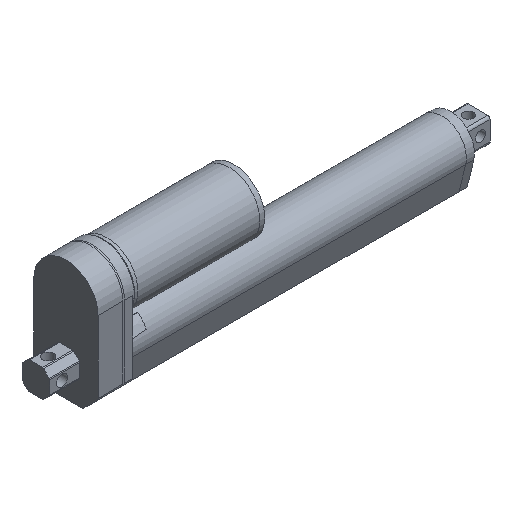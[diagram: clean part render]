
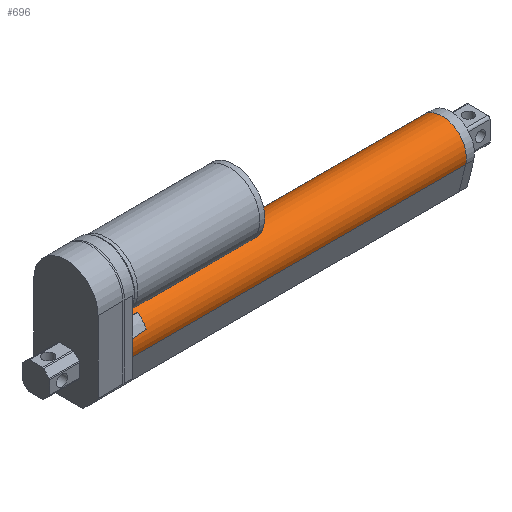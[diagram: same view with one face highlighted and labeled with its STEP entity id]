
A CAD part, isometric view. The second image highlights one B-rep face of the part: STEP entity #696.
In plain terms, the highlighted cylindrical face has radius 15 mm (diameter 30 mm), a partial arc.
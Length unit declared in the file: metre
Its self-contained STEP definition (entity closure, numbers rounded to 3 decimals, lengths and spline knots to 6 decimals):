
#696 = ADVANCED_FACE( '', ( #1345 ), #1346, .T. );
#1345 = FACE_OUTER_BOUND( '', #2018, .T. );
#1346 = CYLINDRICAL_SURFACE( '', #2019, 0.015 );
#2018 = EDGE_LOOP( '', ( #3421, #3422, #3423, #3424 ) );
#2019 = AXIS2_PLACEMENT_3D( '', #3425, #3426, #3427 );
#3421 = ORIENTED_EDGE( '', *, *, #4510, .T. );
#3422 = ORIENTED_EDGE( '', *, *, #4592, .F. );
#3423 = ORIENTED_EDGE( '', *, *, #4544, .F. );
#3424 = ORIENTED_EDGE( '', *, *, #4237, .T. );
#3425 = CARTESIAN_POINT( '', ( 0.208, 0., 0. ) );
#3426 = DIRECTION( '', ( 1., 0., 0. ) );
#3427 = DIRECTION( '', ( 0., 0., 1. ) );
#4237 = EDGE_CURVE( '', #5079, #5083, #5085, .T. );
#4510 = EDGE_CURVE( '', #5083, #5491, #5493, .T. );
#4544 = EDGE_CURVE( '', #5079, #5539, #5540, .T. );
#4592 = EDGE_CURVE( '', #5539, #5491, #5596, .T. );
#5079 = VERTEX_POINT( '', #6420 );
#5083 = VERTEX_POINT( '', #6426 );
#5085 = LINE( '', #6429, #6430 );
#5491 = VERTEX_POINT( '', #6978 );
#5493 = CIRCLE( '', #6981, 0.015 );
#5539 = VERTEX_POINT( '', #7048 );
#5540 = CIRCLE( '', #7049, 0.015 );
#5596 = LINE( '', #7128, #7129 );
#6420 = CARTESIAN_POINT( '', ( 0.208, 0.01456, -0.003606 ) );
#6426 = CARTESIAN_POINT( '', ( 0., 0.01456, -0.003606 ) );
#6429 = CARTESIAN_POINT( '', ( 0.208, 0.01456, -0.003606 ) );
#6430 = VECTOR( '', #7593, 1. );
#6978 = CARTESIAN_POINT( '', ( 0., -0.01456, -0.003606 ) );
#6981 = AXIS2_PLACEMENT_3D( '', #7938, #7939, #7940 );
#7048 = CARTESIAN_POINT( '', ( 0.208, -0.01456, -0.003606 ) );
#7049 = AXIS2_PLACEMENT_3D( '', #7968, #7969, #7970 );
#7128 = CARTESIAN_POINT( '', ( 0.208, -0.01456, -0.003606 ) );
#7129 = VECTOR( '', #8009, 1. );
#7593 = DIRECTION( '', ( -1., 0., 0. ) );
#7938 = CARTESIAN_POINT( '', ( 0., 0., 0. ) );
#7939 = DIRECTION( '', ( 1., 0., 0. ) );
#7940 = DIRECTION( '', ( 0., 0., -1. ) );
#7968 = CARTESIAN_POINT( '', ( 0.208, 0., 0. ) );
#7969 = DIRECTION( '', ( 1., 0., 0. ) );
#7970 = DIRECTION( '', ( 0., 0., -1. ) );
#8009 = DIRECTION( '', ( -1., 0., 0. ) );
